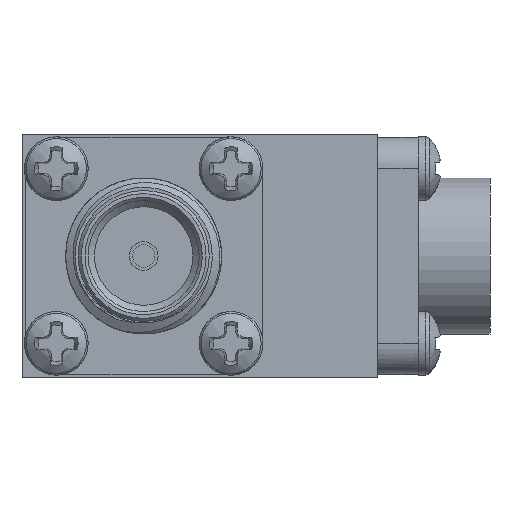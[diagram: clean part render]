
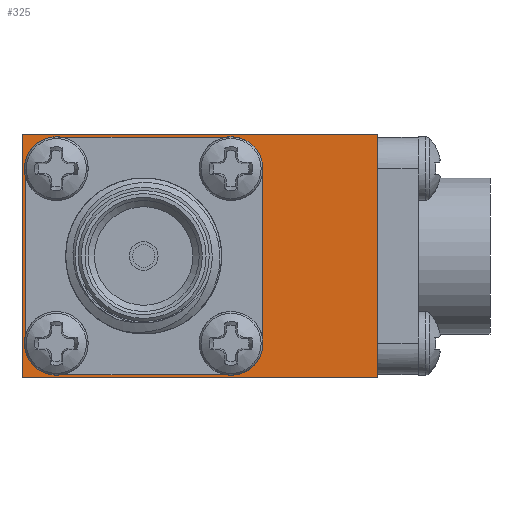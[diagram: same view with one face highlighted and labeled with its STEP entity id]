
A CAD part, left-side view. The second image highlights one B-rep face of the part: STEP entity #325.
In plain terms, the highlighted planar face has unit normal (-1, 0, 0).
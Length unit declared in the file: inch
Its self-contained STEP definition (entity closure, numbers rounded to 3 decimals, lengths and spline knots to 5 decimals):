
#169 = EDGE_CURVE ( 'NONE', #15157, #19516, #6285, .T. ) ;
#325 = ADVANCED_FACE ( 'NONE', ( #8500, #9633 ), #3881, .F. ) ;
#676 = DIRECTION ( 'NONE',  ( 1., 0., 0. ) ) ;
#703 = CIRCLE ( 'NONE', #11934, 0.05 ) ;
#967 = ORIENTED_EDGE ( 'NONE', *, *, #22567, .T. ) ;
#1415 = VECTOR ( 'NONE', #22902, 39.37008 ) ;
#2115 = CARTESIAN_POINT ( 'NONE',  ( -0.25, 0.23, 0.14 ) ) ;
#2449 = EDGE_CURVE ( 'NONE', #23795, #3185, #25071, .T. ) ;
#3185 = VERTEX_POINT ( 'NONE', #27068 ) ;
#3329 = EDGE_CURVE ( 'NONE', #19709, #19516, #6895, .T. ) ;
#3666 = EDGE_CURVE ( 'NONE', #13241, #25585, #5775, .T. ) ;
#3729 = CARTESIAN_POINT ( 'NONE',  ( -0.25, 0.28, 0.19 ) ) ;
#3881 = PLANE ( 'NONE',  #7204 ) ;
#4483 = DIRECTION ( 'NONE',  ( 1., 0., 0. ) ) ;
#4872 = DIRECTION ( 'NONE',  ( 0., 0., -1. ) ) ;
#5517 = DIRECTION ( 'NONE',  ( 0., 0., 1. ) ) ;
#5775 = CIRCLE ( 'NONE', #18364, 0.05 ) ;
#5875 = CARTESIAN_POINT ( 'NONE',  ( -0.25, -0.1, 0.19 ) ) ;
#6191 = VECTOR ( 'NONE', #4872, 39.37008 ) ;
#6214 = ORIENTED_EDGE ( 'NONE', *, *, #27749, .F. ) ;
#6239 = DIRECTION ( 'NONE',  ( 1., 0., 0. ) ) ;
#6285 = CIRCLE ( 'NONE', #11386, 0.05 ) ;
#6357 = CARTESIAN_POINT ( 'NONE',  ( -0.25, -0.285, -0.195 ) ) ;
#6735 = DIRECTION ( 'NONE',  ( 1., 0., 0. ) ) ;
#6895 = LINE ( 'NONE', #3729, #9146 ) ;
#7204 = AXIS2_PLACEMENT_3D ( 'NONE', #20381, #6239, #29908 ) ;
#7886 = EDGE_LOOP ( 'NONE', ( #8934, #30558, #25721, #25382, #6214, #17964, #14436, #19544 ) ) ;
#8100 = EDGE_CURVE ( 'NONE', #27920, #24935, #28502, .T. ) ;
#8285 = DIRECTION ( 'NONE',  ( 0., 0., -1. ) ) ;
#8500 = FACE_BOUND ( 'NONE', #7886, .T. ) ;
#8934 = ORIENTED_EDGE ( 'NONE', *, *, #8100, .F. ) ;
#9146 = VECTOR ( 'NONE', #27697, 39.37008 ) ;
#9633 = FACE_OUTER_BOUND ( 'NONE', #14165, .T. ) ;
#9643 = DIRECTION ( 'NONE',  ( 0., 1., 0. ) ) ;
#9799 = CARTESIAN_POINT ( 'NONE',  ( -0.25, -0.05, -0.19 ) ) ;
#10000 = EDGE_CURVE ( 'NONE', #27920, #22914, #703, .T. ) ;
#10297 = CARTESIAN_POINT ( 'NONE',  ( -0.25, 0.28, 0.14 ) ) ;
#10643 = VECTOR ( 'NONE', #29651, 39.37008 ) ;
#10783 = DIRECTION ( 'NONE',  ( 0., 0., 1. ) ) ;
#10786 = CARTESIAN_POINT ( 'NONE',  ( -0.25, 0.285, 0.195 ) ) ;
#11386 = AXIS2_PLACEMENT_3D ( 'NONE', #15007, #676, #5517 ) ;
#11697 = EDGE_CURVE ( 'NONE', #29346, #3185, #11778, .T. ) ;
#11778 = LINE ( 'NONE', #6357, #1415 ) ;
#11934 = AXIS2_PLACEMENT_3D ( 'NONE', #27947, #6735, #13984 ) ;
#12537 = VECTOR ( 'NONE', #22443, 39.37008 ) ;
#12641 = EDGE_CURVE ( 'NONE', #13241, #22914, #18432, .T. ) ;
#12857 = CARTESIAN_POINT ( 'NONE',  ( -0.25, -0.05, 0.19 ) ) ;
#12894 = CARTESIAN_POINT ( 'NONE',  ( -0.25, -0.05, -0.14 ) ) ;
#13132 = CARTESIAN_POINT ( 'NONE',  ( -0.25, 0.28, -0.14 ) ) ;
#13241 = VERTEX_POINT ( 'NONE', #22693 ) ;
#13984 = DIRECTION ( 'NONE',  ( 0., 0., 1. ) ) ;
#14165 = EDGE_LOOP ( 'NONE', ( #25532, #25311, #19290, #967 ) ) ;
#14271 = CARTESIAN_POINT ( 'NONE',  ( -0.25, 0.28, 0.19 ) ) ;
#14436 = ORIENTED_EDGE ( 'NONE', *, *, #3329, .F. ) ;
#15007 = CARTESIAN_POINT ( 'NONE',  ( -0.25, 0.23, -0.14 ) ) ;
#15157 = VERTEX_POINT ( 'NONE', #15330 ) ;
#15240 = DIRECTION ( 'NONE',  ( 0., 0., 1. ) ) ;
#15330 = CARTESIAN_POINT ( 'NONE',  ( -0.25, 0.23, -0.19 ) ) ;
#16234 = CARTESIAN_POINT ( 'NONE',  ( -0.25, -0.285, 0.195 ) ) ;
#16662 = VECTOR ( 'NONE', #9643, 39.37008 ) ;
#17541 = LINE ( 'NONE', #10786, #20091 ) ;
#17964 = ORIENTED_EDGE ( 'NONE', *, *, #169, .T. ) ;
#18364 = AXIS2_PLACEMENT_3D ( 'NONE', #12894, #29430, #15240 ) ;
#18432 = LINE ( 'NONE', #5875, #10643 ) ;
#18926 = EDGE_CURVE ( 'NONE', #19709, #24935, #26178, .T. ) ;
#19290 = ORIENTED_EDGE ( 'NONE', *, *, #25180, .F. ) ;
#19516 = VERTEX_POINT ( 'NONE', #13132 ) ;
#19544 = ORIENTED_EDGE ( 'NONE', *, *, #18926, .T. ) ;
#19644 = VECTOR ( 'NONE', #22734, 39.37008 ) ;
#19709 = VERTEX_POINT ( 'NONE', #10297 ) ;
#19922 = LINE ( 'NONE', #27293, #12537 ) ;
#20091 = VECTOR ( 'NONE', #8285, 39.37008 ) ;
#20381 = CARTESIAN_POINT ( 'NONE',  ( -0.25, -0.285, 0.195 ) ) ;
#20417 = CARTESIAN_POINT ( 'NONE',  ( -0.25, 0.285, -0.195 ) ) ;
#20651 = CARTESIAN_POINT ( 'NONE',  ( -0.25, -0.285, 0.195 ) ) ;
#21095 = CARTESIAN_POINT ( 'NONE',  ( -0.25, -0.285, 0.195 ) ) ;
#21111 = VERTEX_POINT ( 'NONE', #27838 ) ;
#22443 = DIRECTION ( 'NONE',  ( 0., -1., 0. ) ) ;
#22567 = EDGE_CURVE ( 'NONE', #21111, #29346, #17541, .T. ) ;
#22693 = CARTESIAN_POINT ( 'NONE',  ( -0.25, -0.1, -0.14 ) ) ;
#22734 = DIRECTION ( 'NONE',  ( 0., -1., 0. ) ) ;
#22902 = DIRECTION ( 'NONE',  ( 0., -1., 0. ) ) ;
#22914 = VERTEX_POINT ( 'NONE', #28731 ) ;
#23795 = VERTEX_POINT ( 'NONE', #16234 ) ;
#24935 = VERTEX_POINT ( 'NONE', #29285 ) ;
#25071 = LINE ( 'NONE', #21095, #6191 ) ;
#25180 = EDGE_CURVE ( 'NONE', #21111, #23795, #28545, .T. ) ;
#25311 = ORIENTED_EDGE ( 'NONE', *, *, #2449, .F. ) ;
#25382 = ORIENTED_EDGE ( 'NONE', *, *, #3666, .T. ) ;
#25532 = ORIENTED_EDGE ( 'NONE', *, *, #11697, .T. ) ;
#25585 = VERTEX_POINT ( 'NONE', #9799 ) ;
#25721 = ORIENTED_EDGE ( 'NONE', *, *, #12641, .F. ) ;
#26178 = CIRCLE ( 'NONE', #27069, 0.05 ) ;
#27068 = CARTESIAN_POINT ( 'NONE',  ( -0.25, -0.285, -0.195 ) ) ;
#27069 = AXIS2_PLACEMENT_3D ( 'NONE', #2115, #4483, #10783 ) ;
#27293 = CARTESIAN_POINT ( 'NONE',  ( -0.25, 0.28, -0.19 ) ) ;
#27697 = DIRECTION ( 'NONE',  ( 0., 0., -1. ) ) ;
#27749 = EDGE_CURVE ( 'NONE', #15157, #25585, #19922, .T. ) ;
#27838 = CARTESIAN_POINT ( 'NONE',  ( -0.25, 0.285, 0.195 ) ) ;
#27920 = VERTEX_POINT ( 'NONE', #12857 ) ;
#27947 = CARTESIAN_POINT ( 'NONE',  ( -0.25, -0.05, 0.14 ) ) ;
#28502 = LINE ( 'NONE', #14271, #16662 ) ;
#28545 = LINE ( 'NONE', #20651, #19644 ) ;
#28731 = CARTESIAN_POINT ( 'NONE',  ( -0.25, -0.1, 0.14 ) ) ;
#29285 = CARTESIAN_POINT ( 'NONE',  ( -0.25, 0.23, 0.19 ) ) ;
#29346 = VERTEX_POINT ( 'NONE', #20417 ) ;
#29430 = DIRECTION ( 'NONE',  ( 1., 0., 0. ) ) ;
#29651 = DIRECTION ( 'NONE',  ( 0., 0., 1. ) ) ;
#29908 = DIRECTION ( 'NONE',  ( 0., 0., -1. ) ) ;
#30558 = ORIENTED_EDGE ( 'NONE', *, *, #10000, .T. ) ;
